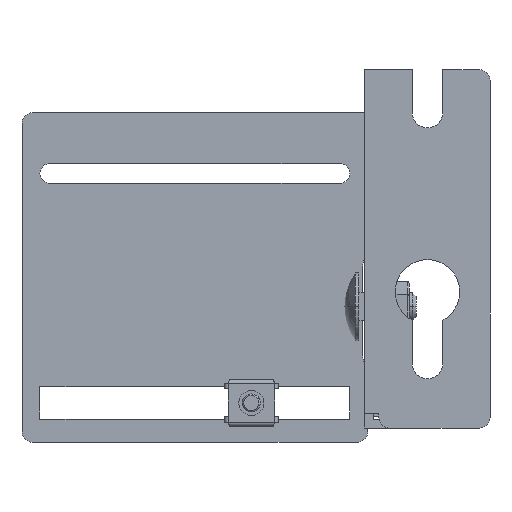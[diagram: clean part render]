
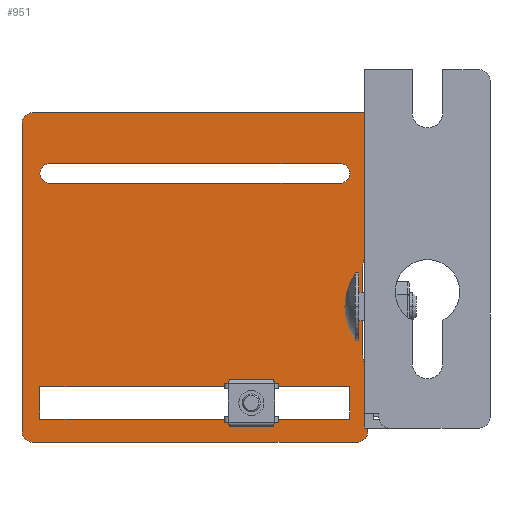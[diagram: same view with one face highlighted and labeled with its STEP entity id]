
A CAD part, front view. The second image highlights one B-rep face of the part: STEP entity #951.
In plain terms, the highlighted planar face has unit normal (0, -1, 0).
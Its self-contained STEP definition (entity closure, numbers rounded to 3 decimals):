
#1=CARTESIAN_POINT('',(-44.7,0.,-67.8));
#2=DIRECTION('',(0.,1.,0.));
#3=DIRECTION('',(-0.5,0.,-0.866));
#4=AXIS2_PLACEMENT_3D('',#1,#2,#3);
#6=CARTESIAN_POINT('',(-46.2,0.,-70.398));
#7=CARTESIAN_POINT('',(-46.098,0.,-70.482));
#8=CARTESIAN_POINT('',(-45.885,0.,-70.623));
#9=CARTESIAN_POINT('',(-45.55,0.,-70.748));
#10=CARTESIAN_POINT('',(-45.158,0.,-70.803));
#11=CARTESIAN_POINT('',(-44.859,0.,-70.801));
#12=CARTESIAN_POINT('',(-44.7,0.,-70.795));
#14=DIRECTION('',(-1.,0.,0.));
#15=VECTOR('',#14,1.5);
#16=CARTESIAN_POINT('',(-44.7,0.,-81.3));
#17=LINE('',#16,#15);
#18=DIRECTION('',(0.,0.,-1.));
#19=VECTOR('',#18,7.7);
#20=CARTESIAN_POINT('',(-46.2,0.,-81.3));
#21=LINE('',#20,#19);
#22=CARTESIAN_POINT('',(-49.2,0.,-89.));
#23=DIRECTION('',(0.,1.,0.));
#24=DIRECTION('',(1.,0.,0.));
#25=AXIS2_PLACEMENT_3D('',#22,#23,#24);
#27=DIRECTION('',(-1.,0.,0.));
#28=VECTOR('',#27,90.5);
#29=CARTESIAN_POINT('',(-49.2,0.,-92.));
#30=LINE('',#29,#28);
#31=CARTESIAN_POINT('',(-139.7,0.,-89.));
#32=DIRECTION('',(0.,1.,0.));
#33=DIRECTION('',(0.,0.,-1.));
#34=AXIS2_PLACEMENT_3D('',#31,#32,#33);
#36=DIRECTION('',(0.,0.,1.));
#37=VECTOR('',#36,86.);
#38=CARTESIAN_POINT('',(-142.7,0.,-89.));
#39=LINE('',#38,#37);
#40=CARTESIAN_POINT('',(-139.7,0.,-3.));
#41=DIRECTION('',(0.,1.,0.));
#42=DIRECTION('',(-1.,0.,0.));
#43=AXIS2_PLACEMENT_3D('',#40,#41,#42);
#45=DIRECTION('',(0.,0.,-1.));
#46=VECTOR('',#45,39.805);
#47=CARTESIAN_POINT('',(-44.7,0.,0.));
#48=LINE('',#47,#46);
#49=CARTESIAN_POINT('',(-44.7,0.,-42.8));
#50=DIRECTION('',(0.,1.,0.));
#51=DIRECTION('',(-1.,0.,0.));
#52=AXIS2_PLACEMENT_3D('',#49,#50,#51);
#54=DIRECTION('',(0.,0.,-1.));
#55=VECTOR('',#54,25.);
#56=CARTESIAN_POINT('',(-47.7,0.,-42.8));
#57=LINE('',#56,#55);
#58=DIRECTION('',(1.,0.,0.));
#59=VECTOR('',#58,86.5);
#60=CARTESIAN_POINT('',(-137.7,0.,-85.5));
#61=LINE('',#60,#59);
#62=DIRECTION('',(0.,0.,1.));
#63=VECTOR('',#62,9.);
#64=CARTESIAN_POINT('',(-51.2,0.,-85.5));
#65=LINE('',#64,#63);
#66=DIRECTION('',(-1.,0.,0.));
#67=VECTOR('',#66,86.5);
#68=CARTESIAN_POINT('',(-51.2,0.,-76.5));
#69=LINE('',#68,#67);
#70=DIRECTION('',(0.,0.,-1.));
#71=VECTOR('',#70,9.);
#72=CARTESIAN_POINT('',(-137.7,0.,-76.5));
#73=LINE('',#72,#71);
#74=DIRECTION('',(1.,0.,0.));
#75=VECTOR('',#74,81.);
#76=CARTESIAN_POINT('',(-134.95,0.,-19.7));
#77=LINE('',#76,#75);
#78=CARTESIAN_POINT('',(-53.95,0.,-16.95));
#79=DIRECTION('',(0.,1.,0.));
#80=DIRECTION('',(0.,0.,1.));
#81=AXIS2_PLACEMENT_3D('',#78,#79,#80);
#83=DIRECTION('',(-1.,0.,0.));
#84=VECTOR('',#83,81.);
#85=CARTESIAN_POINT('',(-53.95,0.,-14.2));
#86=LINE('',#85,#84);
#87=CARTESIAN_POINT('',(-134.95,0.,-16.95));
#88=DIRECTION('',(0.,1.,0.));
#89=DIRECTION('',(0.,0.,-1.));
#90=AXIS2_PLACEMENT_3D('',#87,#88,#89);
#226=CARTESIAN_POINT('',(-46.2,0.,-40.202));
#227=CARTESIAN_POINT('',(-46.098,0.,-40.118));
#228=CARTESIAN_POINT('',(-45.883,0.,-39.976));
#229=CARTESIAN_POINT('',(-45.546,0.,-39.85));
#230=CARTESIAN_POINT('',(-45.141,0.,-39.796));
#231=CARTESIAN_POINT('',(-44.852,0.,-39.799));
#232=CARTESIAN_POINT('',(-44.7,0.,-39.805));
#254=DIRECTION('',(0.,0.,1.));
#255=VECTOR('',#254,10.505);
#256=CARTESIAN_POINT('',(-44.7,0.,-81.3));
#257=LINE('',#256,#255);
#417=DIRECTION('',(-1.,0.,0.));
#418=VECTOR('',#417,95.);
#419=CARTESIAN_POINT('',(-44.7,0.,0.));
#420=LINE('',#419,#418);
#691=CARTESIAN_POINT('',(-49.2,0.,-92.));
#692=CARTESIAN_POINT('',(-139.7,0.,-92.));
#693=VERTEX_POINT('',#691);
#694=VERTEX_POINT('',#692);
#695=CARTESIAN_POINT('',(-142.7,0.,-89.));
#696=CARTESIAN_POINT('',(-142.7,0.,-3.));
#697=VERTEX_POINT('',#695);
#698=VERTEX_POINT('',#696);
#715=CARTESIAN_POINT('',(-139.7,0.,0.));
#717=VERTEX_POINT('',#715);
#719=CARTESIAN_POINT('',(-137.7,0.,-85.5));
#720=CARTESIAN_POINT('',(-51.2,0.,-85.5));
#721=VERTEX_POINT('',#719);
#722=VERTEX_POINT('',#720);
#723=CARTESIAN_POINT('',(-51.2,0.,-76.5));
#724=VERTEX_POINT('',#723);
#725=CARTESIAN_POINT('',(-137.7,0.,-76.5));
#726=VERTEX_POINT('',#725);
#727=CARTESIAN_POINT('',(-134.95,0.,-19.7));
#728=CARTESIAN_POINT('',(-53.95,0.,-19.7));
#729=VERTEX_POINT('',#727);
#730=VERTEX_POINT('',#728);
#731=CARTESIAN_POINT('',(-53.95,0.,-14.2));
#732=VERTEX_POINT('',#731);
#733=CARTESIAN_POINT('',(-134.95,0.,-14.2));
#734=VERTEX_POINT('',#733);
#735=CARTESIAN_POINT('',(-47.7,0.,-42.8));
#736=CARTESIAN_POINT('',(-47.7,0.,-67.8));
#737=VERTEX_POINT('',#735);
#738=VERTEX_POINT('',#736);
#761=CARTESIAN_POINT('',(-46.2,0.,-89.));
#762=VERTEX_POINT('',#761);
#819=CARTESIAN_POINT('',(-46.2,0.,-40.202));
#820=VERTEX_POINT('',#819);
#821=CARTESIAN_POINT('',(-46.2,0.,-70.398));
#822=VERTEX_POINT('',#821);
#835=CARTESIAN_POINT('',(-46.2,0.,-81.3));
#836=VERTEX_POINT('',#835);
#847=CARTESIAN_POINT('',(-44.7,0.,0.));
#848=CARTESIAN_POINT('',(-44.7,0.,-39.805));
#849=VERTEX_POINT('',#847);
#850=VERTEX_POINT('',#848);
#859=CARTESIAN_POINT('',(-44.7,0.,-81.3));
#860=CARTESIAN_POINT('',(-44.7,0.,-70.795));
#861=VERTEX_POINT('',#859);
#862=VERTEX_POINT('',#860);
#894=CARTESIAN_POINT('',(0.,0.,0.));
#895=DIRECTION('',(0.,1.,0.));
#896=DIRECTION('',(1.,0.,0.));
#897=AXIS2_PLACEMENT_3D('',#894,#895,#896);
#898=PLANE('',#897);
#900=ORIENTED_EDGE('',*,*,#899,.F.);
#902=ORIENTED_EDGE('',*,*,#901,.T.);
#904=ORIENTED_EDGE('',*,*,#903,.F.);
#906=ORIENTED_EDGE('',*,*,#905,.T.);
#908=ORIENTED_EDGE('',*,*,#907,.T.);
#910=ORIENTED_EDGE('',*,*,#909,.T.);
#912=ORIENTED_EDGE('',*,*,#911,.T.);
#914=ORIENTED_EDGE('',*,*,#913,.T.);
#916=ORIENTED_EDGE('',*,*,#915,.T.);
#918=ORIENTED_EDGE('',*,*,#917,.T.);
#920=ORIENTED_EDGE('',*,*,#919,.F.);
#922=ORIENTED_EDGE('',*,*,#921,.T.);
#924=ORIENTED_EDGE('',*,*,#923,.F.);
#926=ORIENTED_EDGE('',*,*,#925,.F.);
#928=ORIENTED_EDGE('',*,*,#927,.T.);
#929=EDGE_LOOP('',(#900,#902,#904,#906,#908,#910,#912,#914,#916,#918,#920,#922,
#924,#926,#928));
#930=FACE_OUTER_BOUND('',#929,.F.);
#932=ORIENTED_EDGE('',*,*,#931,.T.);
#934=ORIENTED_EDGE('',*,*,#933,.T.);
#936=ORIENTED_EDGE('',*,*,#935,.T.);
#938=ORIENTED_EDGE('',*,*,#937,.T.);
#939=EDGE_LOOP('',(#932,#934,#936,#938));
#940=FACE_BOUND('',#939,.F.);
#942=ORIENTED_EDGE('',*,*,#941,.T.);
#944=ORIENTED_EDGE('',*,*,#943,.F.);
#946=ORIENTED_EDGE('',*,*,#945,.T.);
#948=ORIENTED_EDGE('',*,*,#947,.F.);
#949=EDGE_LOOP('',(#942,#944,#946,#948));
#950=FACE_BOUND('',#949,.F.);
#951=ADVANCED_FACE('',(#930,#940,#950),#898,.F.);
#5=CIRCLE('',#4,3.);
#13=B_SPLINE_CURVE_WITH_KNOTS('',3,(#6,#7,#8,#9,#10,#11,#12),.UNSPECIFIED.,.F.,
.F.,(4,1,1,1,4),(0.,0.25,0.5,0.75,1.),.UNSPECIFIED.);
#26=CIRCLE('',#25,3.);
#35=CIRCLE('',#34,3.);
#44=CIRCLE('',#43,3.);
#53=CIRCLE('',#52,3.);
#82=CIRCLE('',#81,2.75);
#91=CIRCLE('',#90,2.75);
#233=B_SPLINE_CURVE_WITH_KNOTS('',3,(#226,#227,#228,#229,#230,#231,#232),
.UNSPECIFIED.,.F.,.F.,(4,1,1,1,4),(0.,0.25,0.5,0.75,1.),
.UNSPECIFIED.);
#899=EDGE_CURVE('',#822,#738,#5,.T.);
#901=EDGE_CURVE('',#822,#862,#13,.T.);
#903=EDGE_CURVE('',#861,#862,#257,.T.);
#905=EDGE_CURVE('',#861,#836,#17,.T.);
#907=EDGE_CURVE('',#836,#762,#21,.T.);
#909=EDGE_CURVE('',#762,#693,#26,.T.);
#911=EDGE_CURVE('',#693,#694,#30,.T.);
#913=EDGE_CURVE('',#694,#697,#35,.T.);
#915=EDGE_CURVE('',#697,#698,#39,.T.);
#917=EDGE_CURVE('',#698,#717,#44,.T.);
#919=EDGE_CURVE('',#849,#717,#420,.T.);
#921=EDGE_CURVE('',#849,#850,#48,.T.);
#923=EDGE_CURVE('',#820,#850,#233,.T.);
#925=EDGE_CURVE('',#737,#820,#53,.T.);
#927=EDGE_CURVE('',#737,#738,#57,.T.);
#931=EDGE_CURVE('',#721,#722,#61,.T.);
#933=EDGE_CURVE('',#722,#724,#65,.T.);
#935=EDGE_CURVE('',#724,#726,#69,.T.);
#937=EDGE_CURVE('',#726,#721,#73,.T.);
#941=EDGE_CURVE('',#729,#730,#77,.T.);
#943=EDGE_CURVE('',#732,#730,#82,.T.);
#945=EDGE_CURVE('',#732,#734,#86,.T.);
#947=EDGE_CURVE('',#729,#734,#91,.T.);
